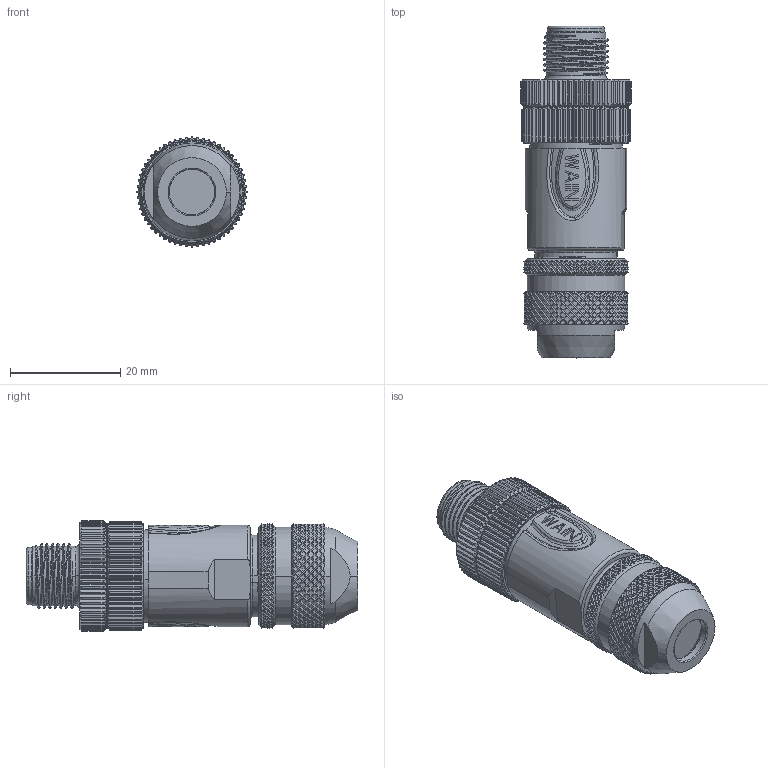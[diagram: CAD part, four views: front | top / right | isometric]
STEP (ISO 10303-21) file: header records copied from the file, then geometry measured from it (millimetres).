
FILE_DESCRIPTION((''),'2;1');
FILE_NAME('3D_M12-MST08A-T-D8-SH_V1_0','2024-03-21T',('12262'),(''),'PRO/ENGINEER BY PARAMETRIC TECHNOLOGY CORPORATION, 2012480','PRO/ENGINEER BY PARAMETRIC TECHNOLOGY CORPORATION, 2012480','');
FILE_SCHEMA(('CONFIG_CONTROL_DESIGN'));
Products named in the file (1): 3D_M12-MST08A-T-D8-SH_V1_0
Bounding box: 20 x 60.3 x 20 mm (x, y, z)
Volume: 12792.9 mm3; surface area: 7815.4 mm2
Topology: 1 solids, 9 shells, 4866 faces, 11183 edges, 6338 vertices
Faces by surface type: bspline 2920, cylinder 1101, plane 501, cone 292, sphere 24, torus 21, extrusion 7
Entity records: 217166 total; most frequent: CARTESIAN_POINT 134760, ORIENTED_EDGE 22320, EDGE_CURVE 11160, B_SPLINE_CURVE_WITH_KNOTS 8713, DIRECTION 7441, VERTEX_POINT 6338, EDGE_LOOP 4900, FACE_OUTER_BOUND 4866
